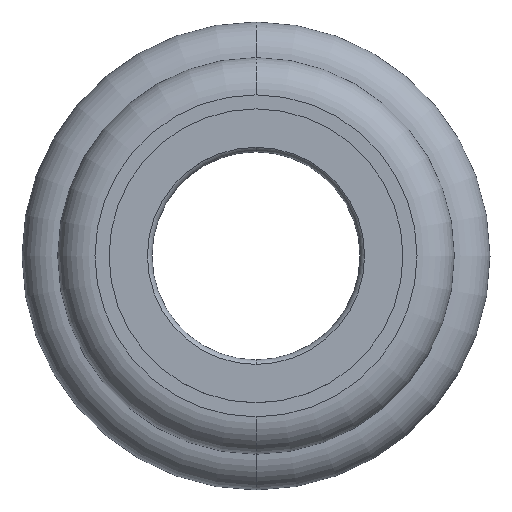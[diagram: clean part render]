
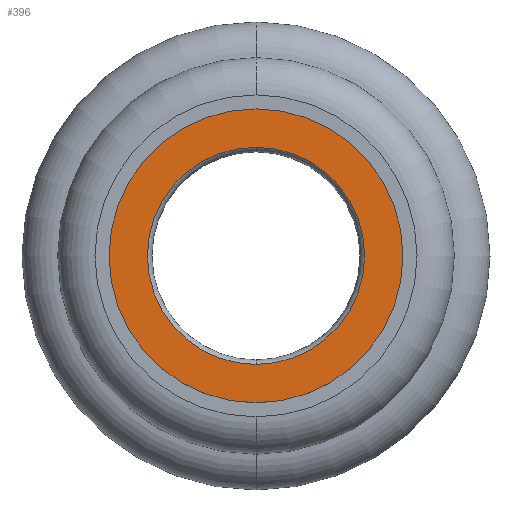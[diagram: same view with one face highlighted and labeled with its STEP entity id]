
A CAD part, top view. The second image highlights one B-rep face of the part: STEP entity #396.
In plain terms, the highlighted planar face has unit normal (0, 0, 1).
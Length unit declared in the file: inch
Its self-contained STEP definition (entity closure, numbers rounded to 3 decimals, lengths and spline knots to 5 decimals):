
#7=CARTESIAN_POINT('',(0.,0.,0.437));
#8=DIRECTION('',(0.,0.,1.));
#9=DIRECTION('',(0.,1.,0.));
#10=AXIS2_PLACEMENT_3D('',#7,#8,#9);
#12=CARTESIAN_POINT('',(0.,0.,0.437));
#13=DIRECTION('',(0.,0.,-1.));
#14=DIRECTION('',(0.,1.,0.));
#15=AXIS2_PLACEMENT_3D('',#12,#13,#14);
#17=CARTESIAN_POINT('',(0.,0.,0.437));
#18=DIRECTION('',(0.,0.,1.));
#19=DIRECTION('',(0.,1.,0.));
#20=AXIS2_PLACEMENT_3D('',#17,#18,#19);
#22=CARTESIAN_POINT('',(0.,0.,0.437));
#23=DIRECTION('',(0.,0.,1.));
#24=DIRECTION('',(0.,-1.,0.));
#25=AXIS2_PLACEMENT_3D('',#22,#23,#24);
#295=CARTESIAN_POINT('',(0.,0.741,0.437));
#297=VERTEX_POINT('',#295);
#305=CARTESIAN_POINT('',(0.,-0.741,0.437));
#307=VERTEX_POINT('',#305);
#328=CARTESIAN_POINT('',(0.,0.5475,0.437));
#329=CARTESIAN_POINT('',(0.,-0.5475,0.437));
#330=VERTEX_POINT('',#328);
#331=VERTEX_POINT('',#329);
#380=CARTESIAN_POINT('',(0.,0.,0.437));
#381=DIRECTION('',(0.,0.,-1.));
#382=DIRECTION('',(0.,-1.,0.));
#383=AXIS2_PLACEMENT_3D('',#380,#381,#382);
#384=PLANE('',#383);
#386=ORIENTED_EDGE('',*,*,#385,.F.);
#388=ORIENTED_EDGE('',*,*,#387,.T.);
#389=EDGE_LOOP('',(#386,#388));
#390=FACE_OUTER_BOUND('',#389,.F.);
#391=ORIENTED_EDGE('',*,*,#369,.T.);
#393=ORIENTED_EDGE('',*,*,#392,.T.);
#394=EDGE_LOOP('',(#391,#393));
#395=FACE_BOUND('',#394,.F.);
#396=ADVANCED_FACE('',(#390,#395),#384,.F.);
#11=CIRCLE('',#10,0.741);
#16=CIRCLE('',#15,0.741);
#21=CIRCLE('',#20,0.5475);
#26=CIRCLE('',#25,0.5475);
#369=EDGE_CURVE('',#330,#331,#21,.T.);
#385=EDGE_CURVE('',#297,#307,#11,.T.);
#387=EDGE_CURVE('',#297,#307,#16,.T.);
#392=EDGE_CURVE('',#331,#330,#26,.T.);
